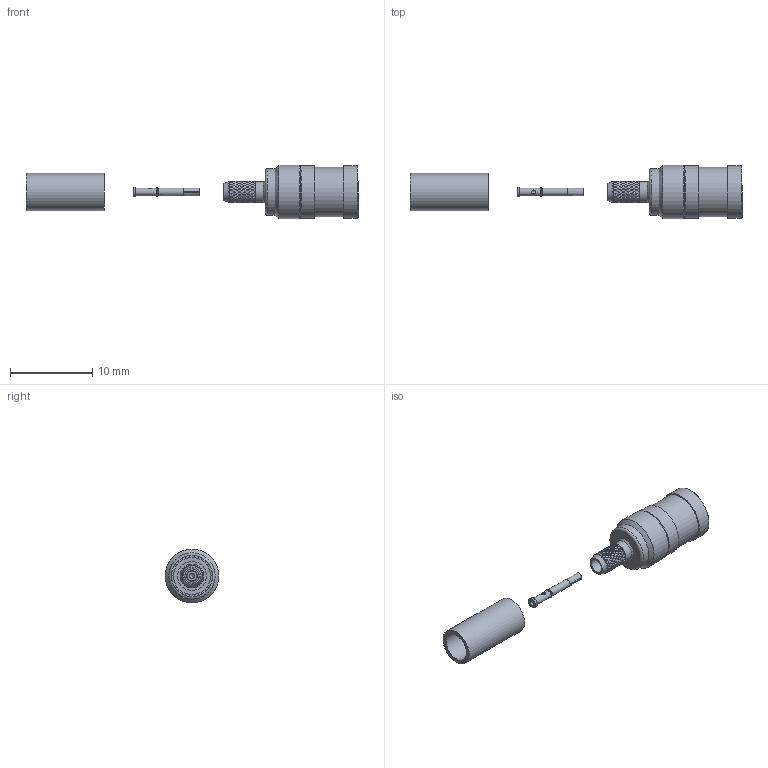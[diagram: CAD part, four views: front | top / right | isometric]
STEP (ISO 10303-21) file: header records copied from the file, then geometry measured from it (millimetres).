
FILE_DESCRIPTION(/* description */ ('Unknown'),/* implementation_level */ '2;1');
FILE_NAME(/* name */ '61646021110620',/* time_stamp */ '2020-01-20T14:08:33+01:00',/* author */ ('Unknown'),/* organization */ ('Unknown'),/* preprocessor_version */ 'ST-DEVELOPER v16.7',/* originating_system */ 'DEX',/* authorisation */ $);
FILE_SCHEMA (('AUTOMOTIVE_DESIGN {1 0 10303 214 3 1 1}'));
Length unit declared in the file: millimetre
Products named in the file (1): 61646021110620
Bounding box: 40.26 x 6.52 x 6.52 mm (x, y, z)
Volume: 649.6 mm3; surface area: 2106.3 mm2
Topology: 8 solids, 8 shells, 2762 faces, 6430 edges, 3596 vertices
Faces by surface type: bspline 1600, cylinder 548, plane 498, cone 114, torus 2
Full cylindrical faces by diameter (mm): 0.5 x2, 0.55 x2, 0.6 x2, 0.94 x4, 0.96 x2, 1.04 x2, 1.2 x2, 1.3 x2, 1.7 x2, 2 x2, 2.25 x2, 2.5 x2, 2.9 x2, 3.5 x2, 3.72 x2, 4.44 x2, 4.46 x2, 4.5 x2, 4.78 x2, 4.98 x2, 5.06 x2, 5.2 x4, 5.4 x2, 5.62 x2, 6.02 x2, 6.35 x4, 6.52 x2
Entity records: 121337 total; most frequent: CARTESIAN_POINT 57991, ORIENTED_EDGE 12600, EDGE_CURVE 6300, DIRECTION 5034, VERTEX_POINT 3560, FACE_BOUND 3016, EDGE_LOOP 3012, ADVANCED_FACE 2762
